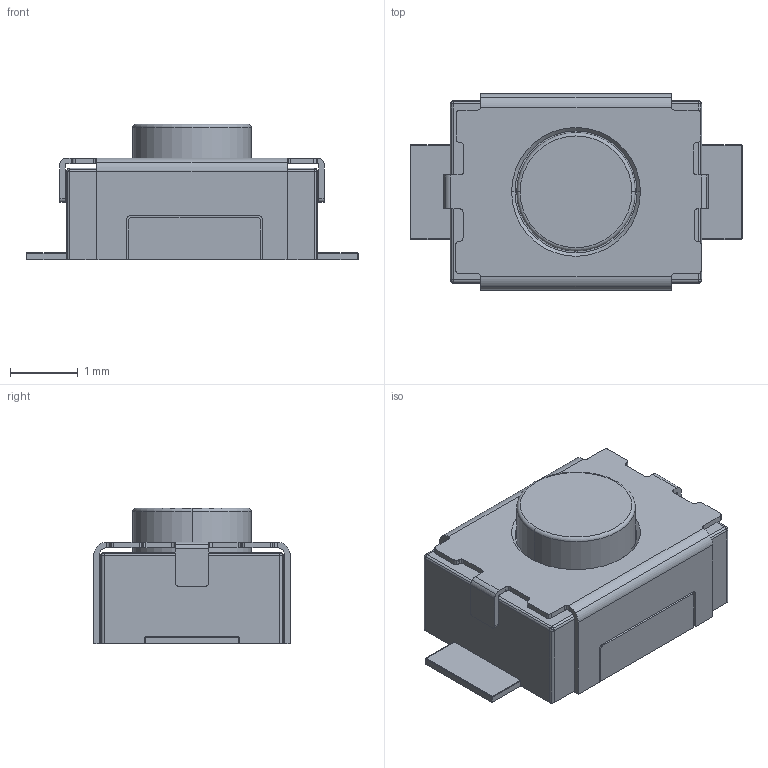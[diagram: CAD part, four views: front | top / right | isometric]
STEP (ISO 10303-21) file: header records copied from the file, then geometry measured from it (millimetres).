
FILE_DESCRIPTION( ( 'Cobalt Share' ), 'Build 1111' );
FILE_NAME( 'CS1213AG-tr.stp', ' ', ( '' ), ( '' ), 'ACIS Interop', 'Ashlar, Incorporated', 'Cobalt Share BY ASHLAR, INCORPORATED' );
FILE_SCHEMA( ( 'automotive_design' ) );
Length unit declared in the file: inch
Products named in the file (5): 1; 2; 3; 4; 5
Bounding box: 4.9 x 2.9 x 2 mm (x, y, z)
Volume: 16.6 mm3; surface area: 78.8 mm2
Topology: 5 solids, 5 shells, 214 faces, 584 edges, 364 vertices
Faces by surface type: cylinder 120, plane 74, sphere 16, torus 2, cone 2
Entity records: 13194 total; most frequent: DIRECTION 1252, CARTESIAN_POINT 1175, STYLED_ITEM 1151, PRESENTATION_STYLE_ASSIGNMENT 1151, COLOUR_RGB 1151, ORIENTED_EDGE 1136, EDGE_CURVE 568, CURVE_STYLE 568
